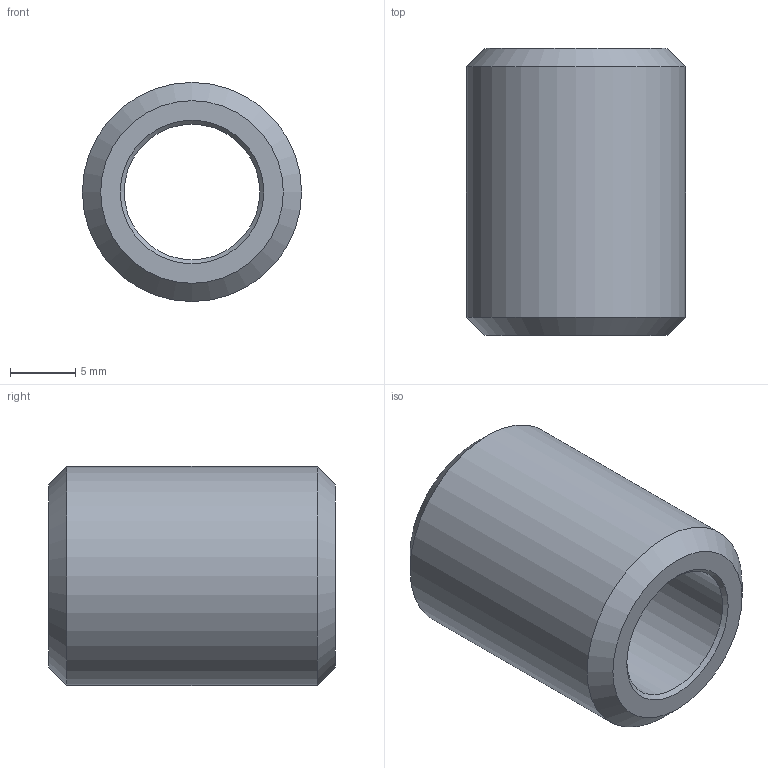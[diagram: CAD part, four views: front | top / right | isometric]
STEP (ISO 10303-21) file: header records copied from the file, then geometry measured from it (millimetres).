
FILE_DESCRIPTION(('HOOPS Exchange Step'),'2;1');
FILE_NAME('temp_export','2021-08-02T18:13:05-05:00',('poastoast'),('Shapr3D Limited'),'HOOPS Exchange 2021.1','Shapr3D','Authorized');
FILE_SCHEMA( ('AP203_CONFIGURATION_CONTROLLED_3D_DESIGN_OF_MECHANICAL_PARTS_AND_ASSEMBLIES_MIM_LF') );
Length unit declared in the file: millimetre
Products named in the file (2): 0; 7DC0F267-7CE2-4B83-A04C-5CC4FCCB2F9C.tmp
Assembly tree (1 placements, depth 2):
  7DC0F267-7CE2-4B83-A04C-5CC4FCCB2F9C.tmp
    0
Bounding box: 16.8 x 22 x 16.8 mm (x, y, z)
Volume: 2907.2 mm3; surface area: 2050.5 mm2
Topology: 1 solids, 1 shells, 8 faces, 17 edges, 11 vertices
Faces by surface type: cone 4, plane 2, cylinder 2
Full cylindrical faces by diameter (mm): 10.4 x1, 16.8 x1
Entity records: 275 total; most frequent: DIRECTION 50, CARTESIAN_POINT 39, ORIENTED_EDGE 34, AXIS2_PLACEMENT_3D 22, EDGE_CURVE 17, VERTEX_POINT 11, CIRCLE 11, EDGE_LOOP 10
